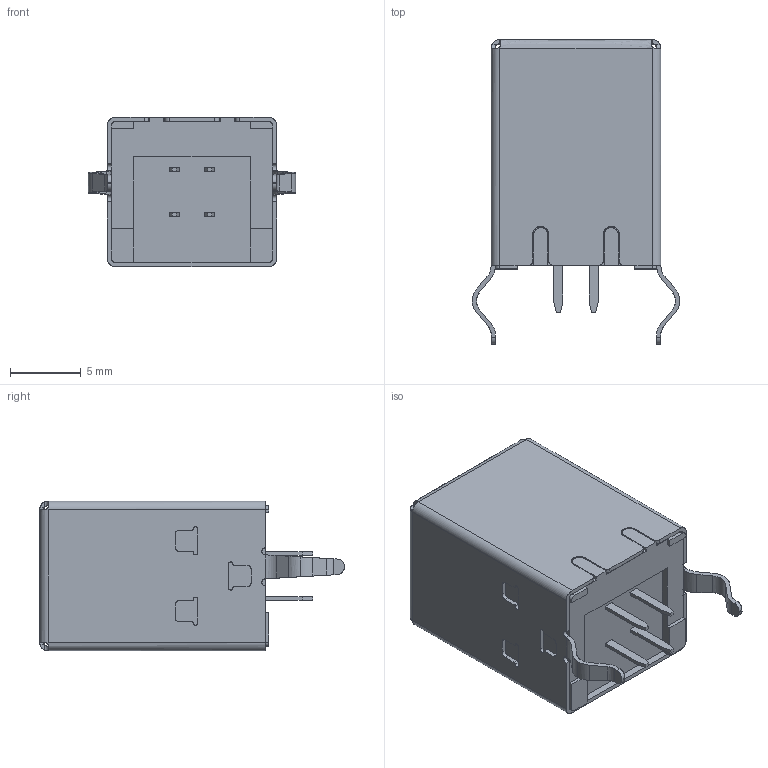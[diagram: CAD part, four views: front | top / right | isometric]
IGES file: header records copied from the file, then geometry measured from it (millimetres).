
Start section: SolidWorks IGES file using analytic representation for surfaces
Global section: file name: KUSBVXHT-BS1N-O30-HRF_A.IGS; native system: SolidWorks 2020; preprocessor: SolidWorks 2020; author: Dan; date: 200318.144259; units: millimetre
Bounding box: 14.7 x 21.6 x 10.6 mm (x, y, z)
Surface area: 3175.9 mm2 (no closed solid volume)
Topology: 0 solids, 0 shells, 503 faces, 3578 edges, 3518 vertices
Faces by surface type: bspline 283, revolution 220
